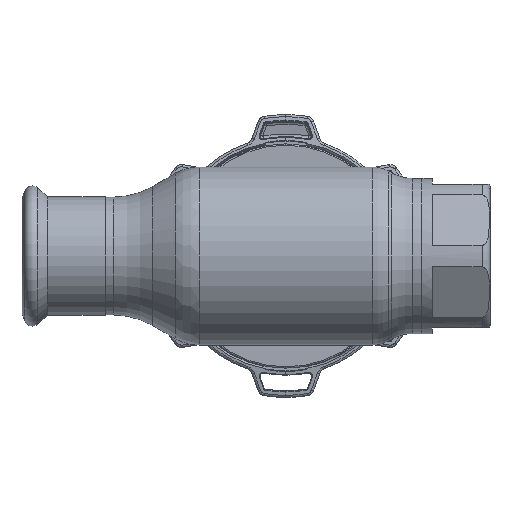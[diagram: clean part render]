
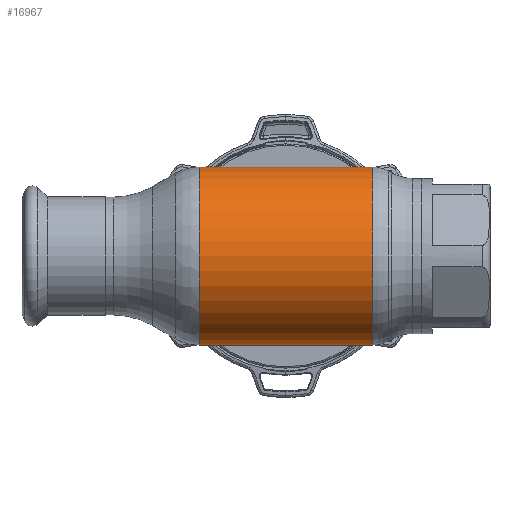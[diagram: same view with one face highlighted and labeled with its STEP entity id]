
A CAD part, front view. The second image highlights one B-rep face of the part: STEP entity #16967.
In plain terms, the highlighted cylindrical face has radius 34 mm (diameter 68 mm), a partial arc.
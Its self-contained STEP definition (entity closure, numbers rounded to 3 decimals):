
#374 = LINE ( 'NONE', #16489, #7075 ) ;
#556 = DIRECTION ( 'NONE',  ( 1., 0., 0. ) ) ;
#709 = VECTOR ( 'NONE', #556, 1000. ) ;
#2108 = VERTEX_POINT ( 'NONE', #19354 ) ;
#6327 = DIRECTION ( 'NONE',  ( 0., 0., -1. ) ) ;
#7075 = VECTOR ( 'NONE', #24494, 1000. ) ;
#7426 = EDGE_CURVE ( 'NONE', #10089, #23146, #9327, .T. ) ;
#7546 = EDGE_CURVE ( 'NONE', #2108, #10089, #374, .T. ) ;
#9320 = CYLINDRICAL_SURFACE ( 'NONE', #33561, 34. ) ;
#9327 = CIRCLE ( 'NONE', #26078, 34. ) ;
#10089 = VERTEX_POINT ( 'NONE', #27063 ) ;
#13653 = VERTEX_POINT ( 'NONE', #30141 ) ;
#14921 = DIRECTION ( 'NONE',  ( 0., 0., -1. ) ) ;
#15187 = AXIS2_PLACEMENT_3D ( 'NONE', #16367, #29844, #19633 ) ;
#15633 = ORIENTED_EDGE ( 'NONE', *, *, #7546, .F. ) ;
#16367 = CARTESIAN_POINT ( 'NONE',  ( -33.177, 0., 0. ) ) ;
#16489 = CARTESIAN_POINT ( 'NONE',  ( 62.69, 0., 34. ) ) ;
#16967 = ADVANCED_FACE ( 'NONE', ( #19611 ), #9320, .T. ) ;
#19354 = CARTESIAN_POINT ( 'NONE',  ( -33.177, 0., 34. ) ) ;
#19611 = FACE_OUTER_BOUND ( 'NONE', #21718, .T. ) ;
#19633 = DIRECTION ( 'NONE',  ( 0., 0., -1. ) ) ;
#21718 = EDGE_LOOP ( 'NONE', ( #15633, #27643, #32792, #32693 ) ) ;
#21890 = CARTESIAN_POINT ( 'NONE',  ( 62.69, 0., -34. ) ) ;
#23146 = VERTEX_POINT ( 'NONE', #23390 ) ;
#23390 = CARTESIAN_POINT ( 'NONE',  ( 33.177, 0., -34. ) ) ;
#24330 = LINE ( 'NONE', #21890, #709 ) ;
#24494 = DIRECTION ( 'NONE',  ( 1., 0., 0. ) ) ;
#26078 = AXIS2_PLACEMENT_3D ( 'NONE', #27323, #32426, #6327 ) ;
#27063 = CARTESIAN_POINT ( 'NONE',  ( 33.177, 0., 34. ) ) ;
#27323 = CARTESIAN_POINT ( 'NONE',  ( 33.177, 0., 0. ) ) ;
#27643 = ORIENTED_EDGE ( 'NONE', *, *, #33733, .T. ) ;
#28032 = CIRCLE ( 'NONE', #15187, 34. ) ;
#29844 = DIRECTION ( 'NONE',  ( 1., 0., 0. ) ) ;
#30141 = CARTESIAN_POINT ( 'NONE',  ( -33.177, 0., -34. ) ) ;
#32426 = DIRECTION ( 'NONE',  ( 1., 0., 0. ) ) ;
#32693 = ORIENTED_EDGE ( 'NONE', *, *, #7426, .F. ) ;
#32792 = ORIENTED_EDGE ( 'NONE', *, *, #34591, .T. ) ;
#33561 = AXIS2_PLACEMENT_3D ( 'NONE', #33684, #33861, #14921 ) ;
#33684 = CARTESIAN_POINT ( 'NONE',  ( 62.69, 0., 0. ) ) ;
#33733 = EDGE_CURVE ( 'NONE', #2108, #13653, #28032, .T. ) ;
#33861 = DIRECTION ( 'NONE',  ( 1., 0., 0. ) ) ;
#34591 = EDGE_CURVE ( 'NONE', #13653, #23146, #24330, .T. ) ;
